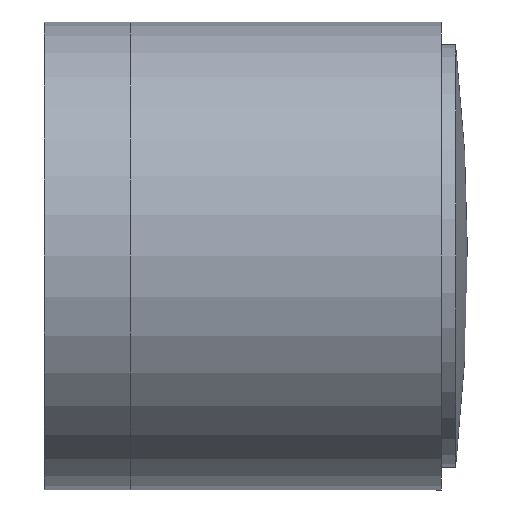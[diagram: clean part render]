
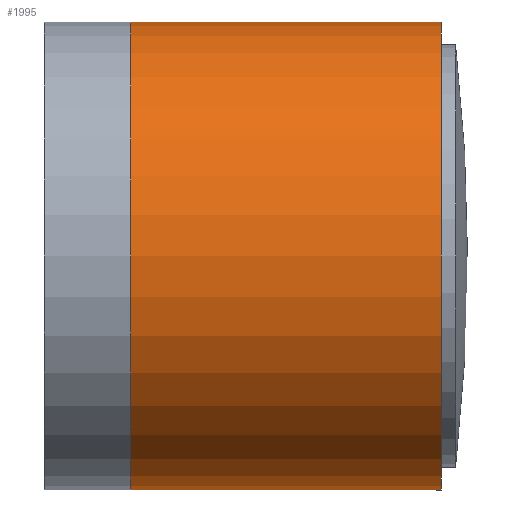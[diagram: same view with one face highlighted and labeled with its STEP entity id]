
A CAD part, left-side view. The second image highlights one B-rep face of the part: STEP entity #1995.
In plain terms, the highlighted cylindrical face has radius 15.875 mm (diameter 31.75 mm), a full revolution.
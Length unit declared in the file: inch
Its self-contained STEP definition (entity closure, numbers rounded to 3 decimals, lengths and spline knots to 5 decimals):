
#304=FACE_BOUND($,#717,.T.);
#333=CYLINDRICAL_SURFACE($,#2285,0.625);
#471=FACE_OUTER_BOUND($,#716,.T.);
#716=EDGE_LOOP($,(#1661));
#717=EDGE_LOOP($,(#1662,#1663));
#865=CIRCLE($,#2279,0.625);
#866=CIRCLE($,#2280,0.625);
#867=CIRCLE($,#2282,0.625);
#1034=VERTEX_POINT($,#3513);
#1035=VERTEX_POINT($,#3514);
#1036=VERTEX_POINT($,#3518);
#1243=EDGE_CURVE($,#1034,#1035,#865,.T.);
#1244=EDGE_CURVE($,#1035,#1034,#866,.T.);
#1245=EDGE_CURVE($,#1036,#1036,#867,.T.);
#1661=ORIENTED_EDGE($,*,*,#1245,.T.);
#1662=ORIENTED_EDGE($,*,*,#1243,.F.);
#1663=ORIENTED_EDGE($,*,*,#1244,.F.);
#1995=ADVANCED_FACE($,(#471,#304),#333,.T.);
#2279=AXIS2_PLACEMENT_3D($,#3515,#2891,#2892);
#2280=AXIS2_PLACEMENT_3D($,#3516,#2893,#2894);
#2282=AXIS2_PLACEMENT_3D($,#3519,#2897,#2898);
#2285=AXIS2_PLACEMENT_3D($,#3523,#2903,#2904);
#2891=DIRECTION('center_axis',(0.,1.,0.));
#2892=DIRECTION('ref_axis',(0.,0.,1.));
#2893=DIRECTION('center_axis',(0.,1.,0.));
#2894=DIRECTION('ref_axis',(0.,0.,1.));
#2897=DIRECTION('center_axis',(0.,1.,0.));
#2898=DIRECTION('ref_axis',(1.,0.,0.));
#2903=DIRECTION('center_axis',(0.,1.,0.));
#2904=DIRECTION('ref_axis',(1.,0.,0.));
#3513=CARTESIAN_POINT('',(0.14755,-0.115,-1.06027));
#3514=CARTESIAN_POINT('',(-0.47745,-0.115,-0.43527));
#3515=CARTESIAN_POINT('Origin',(0.14755,-0.115,-0.43527));
#3516=CARTESIAN_POINT('Origin',(0.14755,-0.115,-0.43527));
#3518=CARTESIAN_POINT('',(-0.47745,-0.945,-0.43527));
#3519=CARTESIAN_POINT('Origin',(0.14755,-0.945,-0.43527));
#3523=CARTESIAN_POINT('Origin',(0.14755,-0.945,-0.43527));
